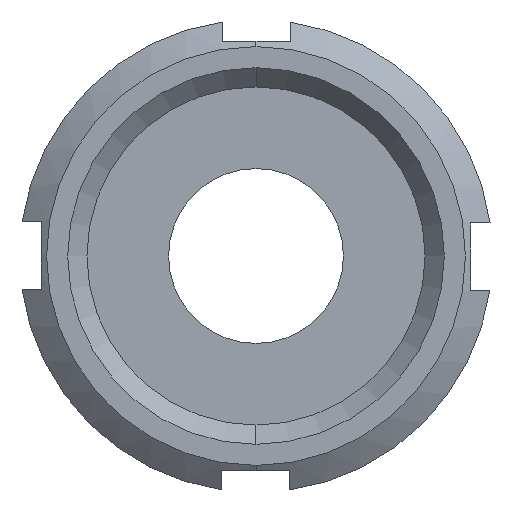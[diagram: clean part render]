
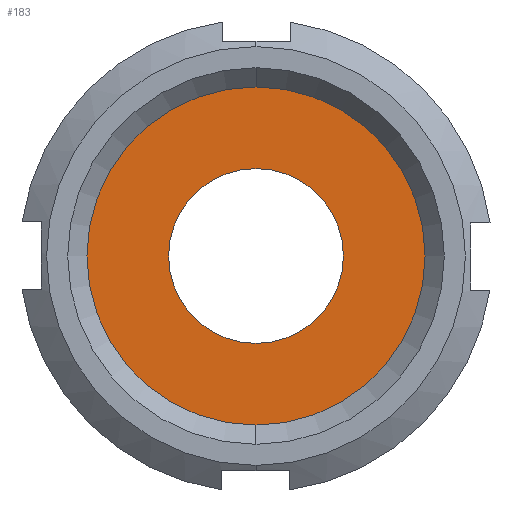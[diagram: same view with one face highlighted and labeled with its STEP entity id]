
A CAD part, left-side view. The second image highlights one B-rep face of the part: STEP entity #183.
In plain terms, the highlighted planar face has unit normal (-1, 0, 0).
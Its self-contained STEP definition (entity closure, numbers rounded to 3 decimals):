
#67 = DIRECTION ( 'NONE',  ( -1., 0., 0. ) ) ;
#99 = AXIS2_PLACEMENT_3D ( 'NONE', #853, #67, #254 ) ;
#138 = ORIENTED_EDGE ( 'NONE', *, *, #569, .F. ) ;
#182 = DIRECTION ( 'NONE',  ( -1., 0., 0. ) ) ;
#183 = ADVANCED_FACE ( 'NONE', ( #919, #677 ), #520, .F. ) ;
#190 = CARTESIAN_POINT ( 'NONE',  ( 8.371, 0., 15.928 ) ) ;
#194 = CARTESIAN_POINT ( 'NONE',  ( 8.371, 0., 0. ) ) ;
#253 = DIRECTION ( 'NONE',  ( 0., 0., 1. ) ) ;
#254 = DIRECTION ( 'NONE',  ( 0., 0., 1. ) ) ;
#298 = CARTESIAN_POINT ( 'NONE',  ( 8.371, 0., -15.928 ) ) ;
#316 = AXIS2_PLACEMENT_3D ( 'NONE', #851, #1010, #253 ) ;
#319 = AXIS2_PLACEMENT_3D ( 'NONE', #775, #182, #533 ) ;
#337 = DIRECTION ( 'NONE',  ( 0., 0., -1. ) ) ;
#346 = DIRECTION ( 'NONE',  ( 1., 0., 0. ) ) ;
#352 = VERTEX_POINT ( 'NONE', #298 ) ;
#356 = DIRECTION ( 'NONE',  ( -1., 0., 0. ) ) ;
#406 = ORIENTED_EDGE ( 'NONE', *, *, #778, .T. ) ;
#418 = CARTESIAN_POINT ( 'NONE',  ( 8.371, 15.928, 0. ) ) ;
#461 = CIRCLE ( 'NONE', #319, 15.928 ) ;
#516 = AXIS2_PLACEMENT_3D ( 'NONE', #194, #356, #536 ) ;
#520 = PLANE ( 'NONE',  #946 ) ;
#528 = CARTESIAN_POINT ( 'NONE',  ( 8.371, 0., -6.5 ) ) ;
#533 = DIRECTION ( 'NONE',  ( 0., 0., 1. ) ) ;
#536 = DIRECTION ( 'NONE',  ( 0., 0., 1. ) ) ;
#569 = EDGE_CURVE ( 'NONE', #894, #701, #1074, .T. ) ;
#626 = EDGE_LOOP ( 'NONE', ( #770, #406 ) ) ;
#642 = CIRCLE ( 'NONE', #516, 15.928 ) ;
#677 = FACE_OUTER_BOUND ( 'NONE', #626, .T. ) ;
#701 = VERTEX_POINT ( 'NONE', #528 ) ;
#731 = VERTEX_POINT ( 'NONE', #190 ) ;
#749 = EDGE_CURVE ( 'NONE', #731, #352, #642, .T. ) ;
#770 = ORIENTED_EDGE ( 'NONE', *, *, #749, .T. ) ;
#775 = CARTESIAN_POINT ( 'NONE',  ( 8.371, 0., 0. ) ) ;
#776 = CIRCLE ( 'NONE', #316, 6.5 ) ;
#778 = EDGE_CURVE ( 'NONE', #352, #731, #461, .T. ) ;
#851 = CARTESIAN_POINT ( 'NONE',  ( 8.371, 0., 0. ) ) ;
#853 = CARTESIAN_POINT ( 'NONE',  ( 8.371, 0., 0. ) ) ;
#894 = VERTEX_POINT ( 'NONE', #997 ) ;
#919 = FACE_BOUND ( 'NONE', #1012, .T. ) ;
#946 = AXIS2_PLACEMENT_3D ( 'NONE', #418, #346, #337 ) ;
#994 = EDGE_CURVE ( 'NONE', #701, #894, #776, .T. ) ;
#997 = CARTESIAN_POINT ( 'NONE',  ( 8.371, 0., 6.5 ) ) ;
#1010 = DIRECTION ( 'NONE',  ( -1., 0., 0. ) ) ;
#1012 = EDGE_LOOP ( 'NONE', ( #138, #1103 ) ) ;
#1074 = CIRCLE ( 'NONE', #99, 6.5 ) ;
#1103 = ORIENTED_EDGE ( 'NONE', *, *, #994, .F. ) ;
